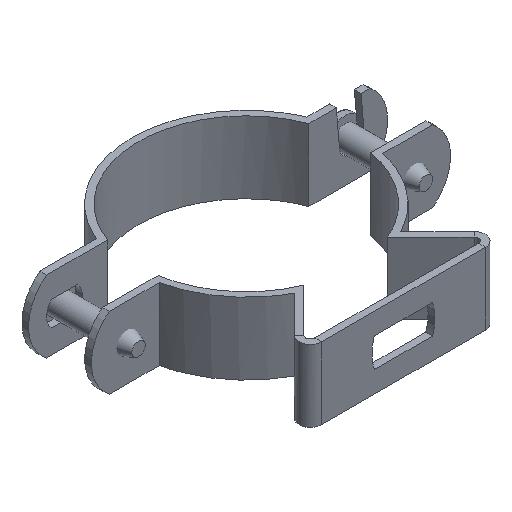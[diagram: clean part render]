
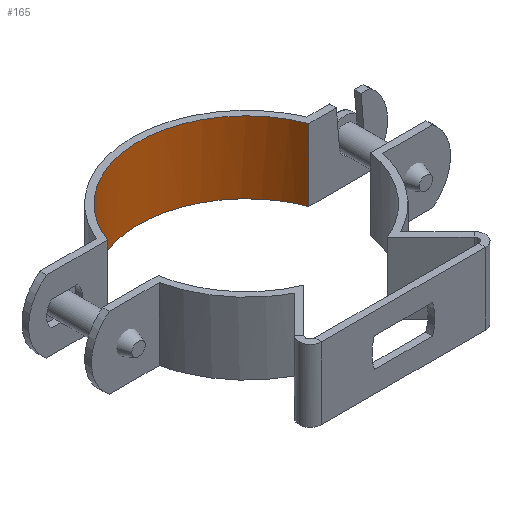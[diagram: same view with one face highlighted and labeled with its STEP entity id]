
A CAD part, isometric view. The second image highlights one B-rep face of the part: STEP entity #165.
In plain terms, the highlighted free-form (B-spline) face has degree [1, 2] with [2, 9] control points.
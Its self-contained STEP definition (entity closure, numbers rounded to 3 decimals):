
#165=ADVANCED_FACE('',(#329),#2332,.T.);
#329=FACE_OUTER_BOUND('',#493,.T.);
#493=EDGE_LOOP('',(#1222,#1223,#1224,#1225));
#1222=ORIENTED_EDGE('',*,*,#1631,.T.);
#1223=ORIENTED_EDGE('',*,*,#1623,.T.);
#1224=ORIENTED_EDGE('',*,*,#1608,.T.);
#1225=ORIENTED_EDGE('',*,*,#1616,.T.);
#1608=EDGE_CURVE('',#2253,#2252,#2025,.T.);
#1616=EDGE_CURVE('',#2252,#2257,#1838,.T.);
#1623=EDGE_CURVE('',#2256,#2253,#2028,.T.);
#1631=EDGE_CURVE('',#2257,#2256,#2030,.T.);
#1838=B_SPLINE_CURVE_WITH_KNOTS('',1,(#5531,#5532),.UNSPECIFIED.,.F.,.F.,
(2,2),(1.601,17.601),.UNSPECIFIED.);
#2025=(
BOUNDED_CURVE()
B_SPLINE_CURVE(2,(#5505,#5506,#5507,#5508,#5509,#5510,#5511,#5512,#5513),
 .UNSPECIFIED.,.F.,.F.)
B_SPLINE_CURVE_WITH_KNOTS((3,2,2,2,3),(24.216,25.675,
50.298,74.921,76.38),.UNSPECIFIED.)
CURVE()
GEOMETRIC_REPRESENTATION_ITEM()
RATIONAL_B_SPLINE_CURVE((1.,0.993,0.987,0.885,
1.12,0.885,0.987,0.993,
1.))
REPRESENTATION_ITEM('')
);
#2028=(
BOUNDED_CURVE()
B_SPLINE_CURVE(1,(#5550,#5551),.UNSPECIFIED.,.F.,.F.)
B_SPLINE_CURVE_WITH_KNOTS((2,2),(1.601,17.601),.UNSPECIFIED.)
CURVE()
GEOMETRIC_REPRESENTATION_ITEM()
RATIONAL_B_SPLINE_CURVE((1.,1.))
REPRESENTATION_ITEM('')
);
#2030=(
BOUNDED_CURVE()
B_SPLINE_CURVE(2,(#5568,#5569,#5570,#5571,#5572,#5573,#5574,#5575,#5576),
 .UNSPECIFIED.,.F.,.F.)
B_SPLINE_CURVE_WITH_KNOTS((3,2,2,2,3),(1.05,2.51,
27.133,51.756,53.215),.UNSPECIFIED.)
CURVE()
GEOMETRIC_REPRESENTATION_ITEM()
RATIONAL_B_SPLINE_CURVE((1.,0.938,0.881,0.79,
1.,0.79,0.881,0.938,1.))
REPRESENTATION_ITEM('')
);
#2252=VERTEX_POINT('',#5470);
#2253=VERTEX_POINT('',#5471);
#2256=VERTEX_POINT('',#5474);
#2257=VERTEX_POINT('',#5475);
#2332=(
BOUNDED_SURFACE()
B_SPLINE_SURFACE(1,2,((#5317,#5318,#5319,#5320,#5321,#5322,#5323,#5324,
#5325),(#5326,#5327,#5328,#5329,#5330,#5331,#5332,#5333,#5334)),
 .UNSPECIFIED.,.F.,.F.,.F.)
B_SPLINE_SURFACE_WITH_KNOTS((2,2),(3,2,2,2,3),(0.,19.202),(0.,48.,96.,
144.,150.796),.UNSPECIFIED.)
GEOMETRIC_REPRESENTATION_ITEM()
RATIONAL_B_SPLINE_SURFACE(((1.,0.707,1.,0.707,1.,
0.707,1.,0.959,0.929),(1.,0.707,
1.,0.707,1.,0.707,1.,0.959,0.929)))
REPRESENTATION_ITEM('')
SURFACE()
);
#5317=CARTESIAN_POINT('',(-24.,35.,17.601));
#5318=CARTESIAN_POINT('',(-24.,59.,17.601));
#5319=CARTESIAN_POINT('',(0.,59.,17.601));
#5320=CARTESIAN_POINT('',(24.,59.,17.601));
#5321=CARTESIAN_POINT('',(24.,35.,17.601));
#5322=CARTESIAN_POINT('',(24.,11.,17.601));
#5323=CARTESIAN_POINT('',(0.,11.,17.601));
#5324=CARTESIAN_POINT('',(-2.507,11.,17.601));
#5325=CARTESIAN_POINT('',(-4.96,11.518,17.601));
#5326=CARTESIAN_POINT('',(-24.,35.,-1.601));
#5327=CARTESIAN_POINT('',(-24.,59.,-1.601));
#5328=CARTESIAN_POINT('',(0.,59.,-1.601));
#5329=CARTESIAN_POINT('',(24.,59.,-1.601));
#5330=CARTESIAN_POINT('',(24.,35.,-1.601));
#5331=CARTESIAN_POINT('',(24.,11.,-1.601));
#5332=CARTESIAN_POINT('',(0.,11.,-1.601));
#5333=CARTESIAN_POINT('',(-2.507,11.,-1.601));
#5334=CARTESIAN_POINT('',(-4.96,11.518,-1.601));
#5470=CARTESIAN_POINT('',(22.444,43.5,0.));
#5471=CARTESIAN_POINT('',(-22.444,43.5,0.));
#5474=CARTESIAN_POINT('',(-22.444,43.5,16.));
#5475=CARTESIAN_POINT('',(22.444,43.5,16.));
#5505=CARTESIAN_POINT('',(-22.444,43.5,0.));
#5506=CARTESIAN_POINT('',(-22.156,44.261,0.));
#5507=CARTESIAN_POINT('',(-21.817,45.,0.));
#5508=CARTESIAN_POINT('',(-15.401,59.,0.));
#5509=CARTESIAN_POINT('',(0.,59.,0.));
#5510=CARTESIAN_POINT('',(15.401,59.,0.));
#5511=CARTESIAN_POINT('',(21.817,45.,0.));
#5512=CARTESIAN_POINT('',(22.156,44.261,0.));
#5513=CARTESIAN_POINT('',(22.444,43.5,0.));
#5531=CARTESIAN_POINT('',(22.444,43.5,0.));
#5532=CARTESIAN_POINT('',(22.444,43.5,16.));
#5550=CARTESIAN_POINT('',(-22.444,43.5,16.));
#5551=CARTESIAN_POINT('',(-22.444,43.5,0.));
#5568=CARTESIAN_POINT('',(22.444,43.5,16.));
#5569=CARTESIAN_POINT('',(22.156,44.261,16.));
#5570=CARTESIAN_POINT('',(21.817,45.,16.));
#5571=CARTESIAN_POINT('',(15.401,59.,16.));
#5572=CARTESIAN_POINT('',(0.,59.,16.));
#5573=CARTESIAN_POINT('',(-15.401,59.,16.));
#5574=CARTESIAN_POINT('',(-21.817,45.,16.));
#5575=CARTESIAN_POINT('',(-22.156,44.261,16.));
#5576=CARTESIAN_POINT('',(-22.444,43.5,16.));
